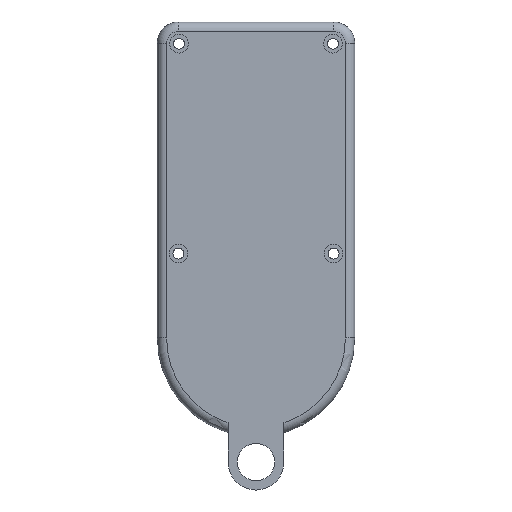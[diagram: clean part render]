
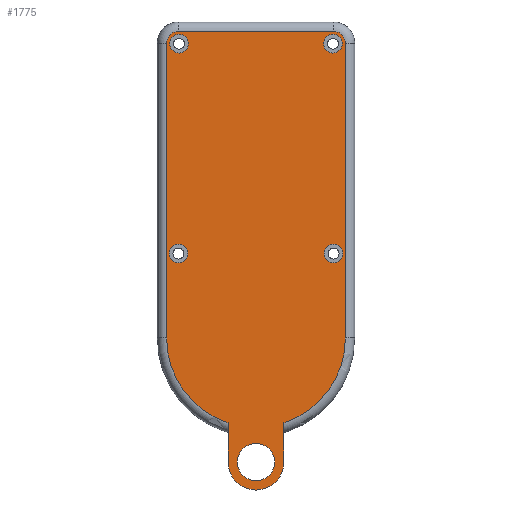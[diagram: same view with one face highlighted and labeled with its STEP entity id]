
A CAD part, front view. The second image highlights one B-rep face of the part: STEP entity #1775.
In plain terms, the highlighted planar face has unit normal (0, -1, 0).
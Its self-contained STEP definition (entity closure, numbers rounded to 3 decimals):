
#174=FACE_BOUND('',#333,.T.);
#175=FACE_BOUND('',#334,.T.);
#176=FACE_BOUND('',#335,.T.);
#177=FACE_BOUND('',#336,.T.);
#178=FACE_BOUND('',#337,.T.);
#220=FACE_OUTER_BOUND('',#332,.T.);
#332=EDGE_LOOP('',(#1336,#1337,#1338,#1339,#1340,#1341,#1342,#1343,#1344,
#1345));
#333=EDGE_LOOP('',(#1346));
#334=EDGE_LOOP('',(#1347));
#335=EDGE_LOOP('',(#1348));
#336=EDGE_LOOP('',(#1349));
#337=EDGE_LOOP('',(#1350));
#414=LINE('',#2436,#534);
#416=LINE('',#2454,#536);
#471=LINE('',#2779,#591);
#472=LINE('',#2788,#592);
#473=LINE('',#2796,#593);
#534=VECTOR('',#2017,10.);
#536=VECTOR('',#2025,10.);
#591=VECTOR('',#2186,10.);
#592=VECTOR('',#2199,10.);
#593=VECTOR('',#2210,10.);
#654=CIRCLE('',#1865,6.);
#655=CIRCLE('',#1868,9.);
#656=CIRCLE('',#1870,28.8);
#660=CIRCLE('',#1874,28.8);
#661=CIRCLE('',#1876,3.);
#664=CIRCLE('',#1881,3.);
#667=CIRCLE('',#1886,3.);
#670=CIRCLE('',#1891,3.);
#684=CIRCLE('',#1922,3.8);
#688=CIRCLE('',#1928,3.8);
#719=VERTEX_POINT('',#2423);
#720=VERTEX_POINT('',#2434);
#721=VERTEX_POINT('',#2438);
#722=VERTEX_POINT('',#2442);
#723=VERTEX_POINT('',#2453);
#724=VERTEX_POINT('',#2459);
#727=VERTEX_POINT('',#2465);
#728=VERTEX_POINT('',#2469);
#731=VERTEX_POINT('',#2478);
#734=VERTEX_POINT('',#2487);
#737=VERTEX_POINT('',#2496);
#792=VERTEX_POINT('',#2777);
#793=VERTEX_POINT('',#2781);
#794=VERTEX_POINT('',#2786);
#796=VERTEX_POINT('',#2791);
#891=EDGE_CURVE('',#720,#719,#414,.T.);
#893=EDGE_CURVE('',#721,#721,#654,.T.);
#895=EDGE_CURVE('',#723,#722,#416,.T.);
#897=EDGE_CURVE('',#720,#723,#655,.T.);
#898=EDGE_CURVE('',#719,#724,#656,.T.);
#902=EDGE_CURVE('',#727,#722,#660,.T.);
#903=EDGE_CURVE('',#728,#728,#661,.T.);
#907=EDGE_CURVE('',#731,#731,#664,.T.);
#911=EDGE_CURVE('',#734,#734,#667,.T.);
#915=EDGE_CURVE('',#737,#737,#670,.T.);
#988=EDGE_CURVE('',#792,#727,#471,.T.);
#990=EDGE_CURVE('',#793,#792,#684,.T.);
#993=EDGE_CURVE('',#794,#793,#472,.T.);
#995=EDGE_CURVE('',#796,#794,#688,.T.);
#997=EDGE_CURVE('',#724,#796,#473,.T.);
#1336=ORIENTED_EDGE('',*,*,#902,.F.);
#1337=ORIENTED_EDGE('',*,*,#988,.F.);
#1338=ORIENTED_EDGE('',*,*,#990,.F.);
#1339=ORIENTED_EDGE('',*,*,#993,.F.);
#1340=ORIENTED_EDGE('',*,*,#995,.F.);
#1341=ORIENTED_EDGE('',*,*,#997,.F.);
#1342=ORIENTED_EDGE('',*,*,#898,.F.);
#1343=ORIENTED_EDGE('',*,*,#891,.F.);
#1344=ORIENTED_EDGE('',*,*,#897,.T.);
#1345=ORIENTED_EDGE('',*,*,#895,.T.);
#1346=ORIENTED_EDGE('',*,*,#893,.T.);
#1347=ORIENTED_EDGE('',*,*,#903,.T.);
#1348=ORIENTED_EDGE('',*,*,#907,.T.);
#1349=ORIENTED_EDGE('',*,*,#911,.T.);
#1350=ORIENTED_EDGE('',*,*,#915,.T.);
#1717=PLANE('',#1933);
#1775=ADVANCED_FACE('',(#220,#174,#175,#176,#177,#178),#1717,.F.);
#1865=AXIS2_PLACEMENT_3D('',#2440,#2021,#2022);
#1868=AXIS2_PLACEMENT_3D('',#2457,#2029,#2030);
#1870=AXIS2_PLACEMENT_3D('',#2460,#2033,#2034);
#1874=AXIS2_PLACEMENT_3D('',#2467,#2041,#2042);
#1876=AXIS2_PLACEMENT_3D('',#2470,#2045,#2046);
#1881=AXIS2_PLACEMENT_3D('',#2479,#2056,#2057);
#1886=AXIS2_PLACEMENT_3D('',#2488,#2067,#2068);
#1891=AXIS2_PLACEMENT_3D('',#2497,#2078,#2079);
#1922=AXIS2_PLACEMENT_3D('',#2783,#2191,#2192);
#1928=AXIS2_PLACEMENT_3D('',#2793,#2204,#2205);
#1933=AXIS2_PLACEMENT_3D('',#2802,#2218,#2219);
#2017=DIRECTION('',(0.,0.,1.));
#2021=DIRECTION('center_axis',(0.,1.,0.));
#2022=DIRECTION('ref_axis',(1.,0.,0.));
#2025=DIRECTION('',(0.,0.,1.));
#2029=DIRECTION('center_axis',(0.,-1.,0.));
#2030=DIRECTION('ref_axis',(1.,0.,0.));
#2033=DIRECTION('center_axis',(0.,1.,0.));
#2034=DIRECTION('ref_axis',(0.,0.,-1.));
#2041=DIRECTION('center_axis',(0.,1.,0.));
#2042=DIRECTION('ref_axis',(0.,0.,-1.));
#2045=DIRECTION('center_axis',(0.,1.,0.));
#2046=DIRECTION('ref_axis',(1.,0.,0.));
#2056=DIRECTION('center_axis',(0.,1.,0.));
#2057=DIRECTION('ref_axis',(1.,0.,0.));
#2067=DIRECTION('center_axis',(0.,1.,0.));
#2068=DIRECTION('ref_axis',(1.,0.,0.));
#2078=DIRECTION('center_axis',(0.,1.,0.));
#2079=DIRECTION('ref_axis',(1.,0.,0.));
#2186=DIRECTION('',(0.,0.,-1.));
#2191=DIRECTION('center_axis',(0.,1.,0.));
#2192=DIRECTION('ref_axis',(0.707,0.,0.707));
#2199=DIRECTION('',(1.,0.,0.));
#2204=DIRECTION('center_axis',(0.,1.,0.));
#2205=DIRECTION('ref_axis',(-0.707,0.,0.707));
#2210=DIRECTION('',(0.,0.,1.));
#2218=DIRECTION('center_axis',(0.,1.,0.));
#2219=DIRECTION('ref_axis',(-1.,0.,0.));
#2423=CARTESIAN_POINT('',(-9.,-23.,-27.358));
#2434=CARTESIAN_POINT('',(-9.,-23.,-40.));
#2436=CARTESIAN_POINT('',(-9.,-23.,-40.));
#2438=CARTESIAN_POINT('',(-6.,-23.,-40.));
#2440=CARTESIAN_POINT('Origin',(0.,-23.,-40.));
#2442=CARTESIAN_POINT('',(9.,-23.,-27.358));
#2453=CARTESIAN_POINT('',(9.,-23.,-40.));
#2454=CARTESIAN_POINT('',(9.,-23.,-40.));
#2457=CARTESIAN_POINT('Origin',(0.,-23.,-40.));
#2459=CARTESIAN_POINT('',(-28.8,-23.,0.));
#2460=CARTESIAN_POINT('Origin',(0.,-23.,0.));
#2465=CARTESIAN_POINT('',(28.8,-23.,0.));
#2467=CARTESIAN_POINT('Origin',(0.,-23.,0.));
#2469=CARTESIAN_POINT('',(21.8,-23.,94.8));
#2470=CARTESIAN_POINT('Origin',(24.8,-23.,94.8));
#2478=CARTESIAN_POINT('',(22.,-23.,27.183));
#2479=CARTESIAN_POINT('Origin',(25.,-23.,27.183));
#2487=CARTESIAN_POINT('',(-27.8,-23.,94.8));
#2488=CARTESIAN_POINT('Origin',(-24.8,-23.,94.8));
#2496=CARTESIAN_POINT('',(-28.,-23.,27.183));
#2497=CARTESIAN_POINT('Origin',(-25.,-23.,27.183));
#2777=CARTESIAN_POINT('',(28.8,-23.,95.));
#2779=CARTESIAN_POINT('',(28.8,-23.,17.5));
#2781=CARTESIAN_POINT('',(25.,-23.,98.8));
#2783=CARTESIAN_POINT('Origin',(25.,-23.,95.));
#2786=CARTESIAN_POINT('',(-25.,-23.,98.8));
#2788=CARTESIAN_POINT('',(12.5,-23.,98.8));
#2791=CARTESIAN_POINT('',(-28.8,-23.,95.));
#2793=CARTESIAN_POINT('Origin',(-25.,-23.,95.));
#2796=CARTESIAN_POINT('',(-28.8,-23.,65.));
#2802=CARTESIAN_POINT('Origin',(0.,-23.,35.));
